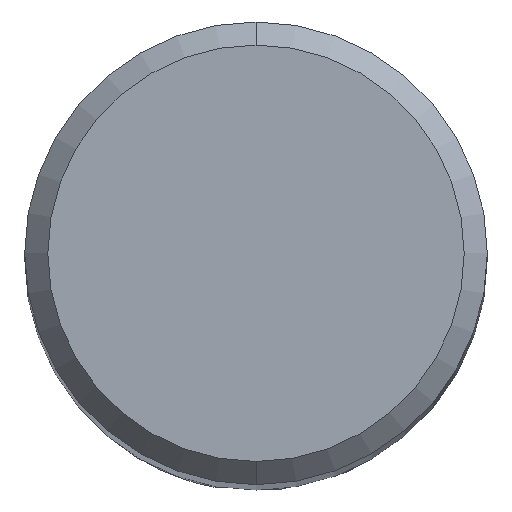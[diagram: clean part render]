
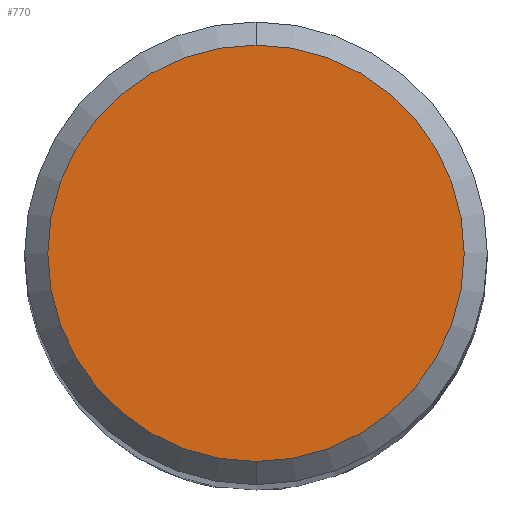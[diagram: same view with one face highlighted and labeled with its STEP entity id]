
A CAD part, top view. The second image highlights one B-rep face of the part: STEP entity #770.
In plain terms, the highlighted planar face has unit normal (0, 0, 1).
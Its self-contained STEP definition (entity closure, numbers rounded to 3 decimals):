
#416=EDGE_CURVE('',#558,#580,#989,.T.);
#558=VERTEX_POINT('',#1146);
#580=VERTEX_POINT('',#1169);
#770=ADVANCED_FACE('',(#1378),#1379,.T.);
#792=EDGE_CURVE('',#580,#558,#1403,.T.);
#989=CIRCLE('',#1840,3.6);
#1146=CARTESIAN_POINT('',(0.,-3.6,0.0));
#1169=CARTESIAN_POINT('',(0.0,3.6,0.0));
#1378=FACE_OUTER_BOUND('',#5516,.T.);
#1379=PLANE('',#5517);
#1403=CIRCLE('',#5603,3.6);
#1840=AXIS2_PLACEMENT_3D('',#5925,#5926,#5927);
#5516=EDGE_LOOP('',(#6352,#6353));
#5517=AXIS2_PLACEMENT_3D('',#6354,#6355,#6356);
#5603=AXIS2_PLACEMENT_3D('',#6378,#6379,#6380);
#5925=CARTESIAN_POINT('',(0.0,0.0,0.0));
#5926=DIRECTION('',(0.0,0.0,-1.0));
#5927=DIRECTION('',(0.0,1.0,0.0));
#6352=ORIENTED_EDGE('',*,*,#792,.F.);
#6353=ORIENTED_EDGE('',*,*,#416,.F.);
#6354=CARTESIAN_POINT('',(0.0,1.8,0.0));
#6355=DIRECTION('',(-0.0,0.0,1.0));
#6356=DIRECTION('',(0.0,-1.0,0.0));
#6378=CARTESIAN_POINT('',(0.0,0.0,0.0));
#6379=DIRECTION('',(0.0,0.0,-1.0));
#6380=DIRECTION('',(0.0,1.0,0.0));
